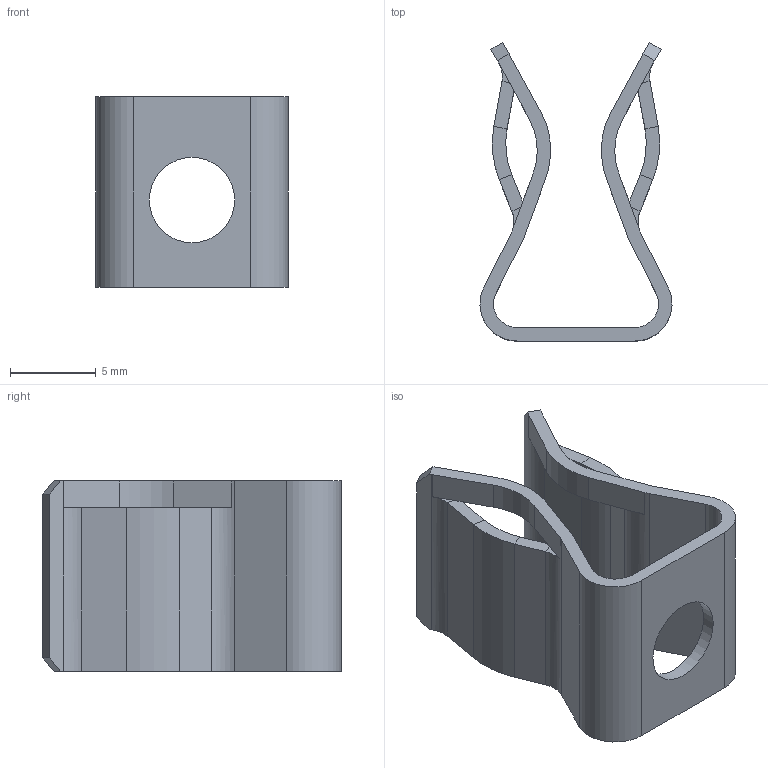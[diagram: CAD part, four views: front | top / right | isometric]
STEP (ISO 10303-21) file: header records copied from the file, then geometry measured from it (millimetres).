
FILE_DESCRIPTION (( 'STEP AP214' ), '1' );
FILE_NAME ('27B0093rev-.STEP', '2019-01-16T19:52:35', ( '' ), ( '' ), 'SwSTEP 2.0', 'SolidWorks 2017', '' );
FILE_SCHEMA (( 'AUTOMOTIVE_DESIGN' ));
Length unit declared in the file: inch
Products named in the file (2): 27B0093rev-
Bounding box: 11.22 x 17.42 x 11.1 mm (x, y, z)
Volume: 372.1 mm3; surface area: 1069.8 mm2
Topology: 1 solids, 1 shells, 83 faces, 207 edges, 122 vertices
Faces by surface type: plane 62, cylinder 21
Full cylindrical faces by diameter (mm): 4.978 x1
Entity records: 2469 total; most frequent: DIRECTION 426, CARTESIAN_POINT 413, ORIENTED_EDGE 412, EDGE_CURVE 206, VECTOR 156, LINE 156, AXIS2_PLACEMENT_3D 135, VERTEX_POINT 122
